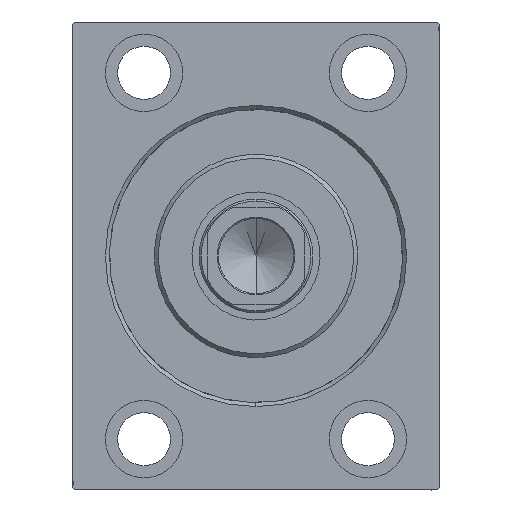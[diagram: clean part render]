
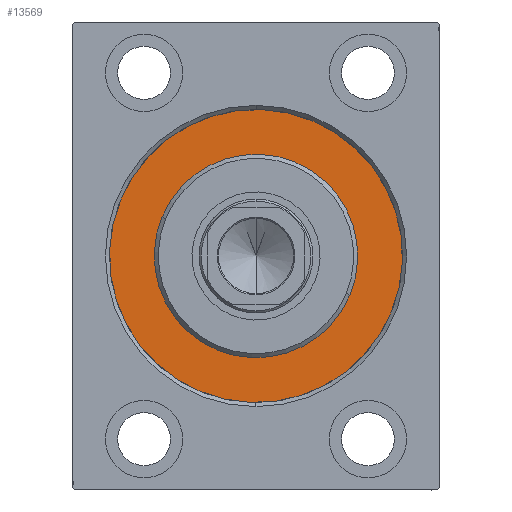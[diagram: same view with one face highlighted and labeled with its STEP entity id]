
A CAD part, left-side view. The second image highlights one B-rep face of the part: STEP entity #13569.
In plain terms, the highlighted face is planar.
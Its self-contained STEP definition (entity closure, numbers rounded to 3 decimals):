
#1222 = AXIS2_PLACEMENT_3D ( 'NONE', #2581, #30053, #12949 ) ;
#2018 = AXIS2_PLACEMENT_3D ( 'NONE', #18178, #31897, #11429 ) ;
#2117 = CARTESIAN_POINT ( 'NONE',  ( 0., 0., 0. ) ) ;
#2581 = CARTESIAN_POINT ( 'NONE',  ( 0., 0., 0. ) ) ;
#4440 = PLANE ( 'NONE',  #2018 ) ;
#5545 = EDGE_CURVE ( 'NONE', #11464, #26747, #14186, .T. ) ;
#8536 = VERTEX_POINT ( 'NONE', #21900 ) ;
#8721 = FACE_BOUND ( 'NONE', #32608, .T. ) ;
#11429 = DIRECTION ( 'NONE',  ( 0., 0., 1. ) ) ;
#11464 = VERTEX_POINT ( 'NONE', #42429 ) ;
#11977 = DIRECTION ( 'NONE',  ( 0., 0., 1. ) ) ;
#12949 = DIRECTION ( 'NONE',  ( 0., 0., -1. ) ) ;
#13569 = ADVANCED_FACE ( 'NONE', ( #8721, #21557 ), #4440, .F. ) ;
#13664 = AXIS2_PLACEMENT_3D ( 'NONE', #2117, #36111, #25996 ) ;
#14066 = EDGE_CURVE ( 'NONE', #8536, #22792, #30784, .T. ) ;
#14186 = CIRCLE ( 'NONE', #1222, 25. ) ;
#16025 = ORIENTED_EDGE ( 'NONE', *, *, #14066, .F. ) ;
#16043 = CARTESIAN_POINT ( 'NONE',  ( 0., 0., 0. ) ) ;
#17740 = EDGE_CURVE ( 'NONE', #26747, #11464, #43577, .T. ) ;
#18178 = CARTESIAN_POINT ( 'NONE',  ( 0., 0., 0. ) ) ;
#21148 = DIRECTION ( 'NONE',  ( 0., 0., -1. ) ) ;
#21557 = FACE_OUTER_BOUND ( 'NONE', #42167, .T. ) ;
#21900 = CARTESIAN_POINT ( 'NONE',  ( 0., 0., -36. ) ) ;
#22792 = VERTEX_POINT ( 'NONE', #35274 ) ;
#23113 = ORIENTED_EDGE ( 'NONE', *, *, #29117, .F. ) ;
#24197 = AXIS2_PLACEMENT_3D ( 'NONE', #27239, #28122, #21148 ) ;
#25766 = AXIS2_PLACEMENT_3D ( 'NONE', #16043, #36499, #11977 ) ;
#25996 = DIRECTION ( 'NONE',  ( 0., 0., 1. ) ) ;
#26694 = ORIENTED_EDGE ( 'NONE', *, *, #17740, .F. ) ;
#26747 = VERTEX_POINT ( 'NONE', #35961 ) ;
#27239 = CARTESIAN_POINT ( 'NONE',  ( 0., 0., 0. ) ) ;
#28122 = DIRECTION ( 'NONE',  ( 1., 0., 0. ) ) ;
#28843 = ORIENTED_EDGE ( 'NONE', *, *, #5545, .F. ) ;
#29117 = EDGE_CURVE ( 'NONE', #22792, #8536, #33059, .T. ) ;
#30053 = DIRECTION ( 'NONE',  ( 1., 0., 0. ) ) ;
#30784 = CIRCLE ( 'NONE', #25766, 36. ) ;
#31897 = DIRECTION ( 'NONE',  ( -1., 0., 0. ) ) ;
#32608 = EDGE_LOOP ( 'NONE', ( #28843, #26694 ) ) ;
#33059 = CIRCLE ( 'NONE', #13664, 36. ) ;
#35274 = CARTESIAN_POINT ( 'NONE',  ( 0., 0., 36. ) ) ;
#35961 = CARTESIAN_POINT ( 'NONE',  ( 0., 0., -25. ) ) ;
#36111 = DIRECTION ( 'NONE',  ( -1., 0., 0. ) ) ;
#36499 = DIRECTION ( 'NONE',  ( -1., 0., 0. ) ) ;
#42167 = EDGE_LOOP ( 'NONE', ( #16025, #23113 ) ) ;
#42429 = CARTESIAN_POINT ( 'NONE',  ( 0., 0., 25. ) ) ;
#43577 = CIRCLE ( 'NONE', #24197, 25. ) ;
